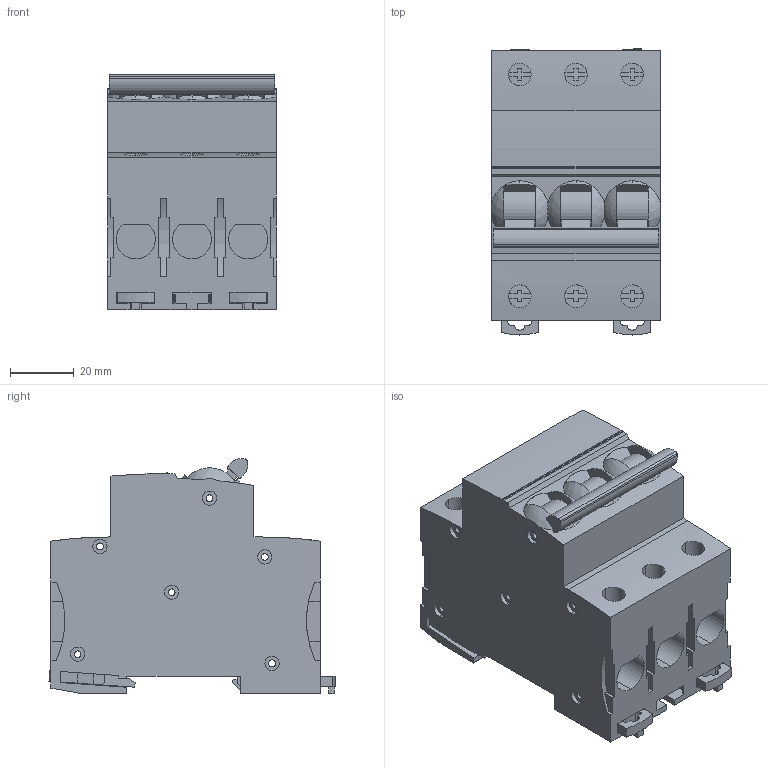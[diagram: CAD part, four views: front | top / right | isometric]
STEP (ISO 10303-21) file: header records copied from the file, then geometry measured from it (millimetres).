
FILE_DESCRIPTION(('STEP AP242'),'1');
FILE_NAME('a9f54316.stp','2024-03-14T10:25:02',('TraceParts'),('TraceParts S.A.'),'Spatial InterOp 3D',' ',' ');
FILE_SCHEMA(('AP242_MANAGED_MODEL_BASED_3D_ENGINEERING_MIM_LF {1 0 10303 442 1 1 4}'));
Length unit declared in the file: millimetre
Products named in the file (1): a9f54316_1
Bounding box: 53.1 x 90.01 x 74.02 mm (x, y, z)
Volume: 239503.4 mm3; surface area: 47148.3 mm2
Topology: 12 solids, 12 shells, 759 faces, 2134 edges, 1416 vertices
Faces by surface type: plane 580, cylinder 173, sphere 6
Entity records: 24737 total; most frequent: CARTESIAN_POINT 4645, ORIENTED_EDGE 4258, DIRECTION 4063, EDGE_CURVE 2129, LINE 1685, VECTOR 1685, VERTEX_POINT 1416, AXIS2_PLACEMENT_3D 1189
